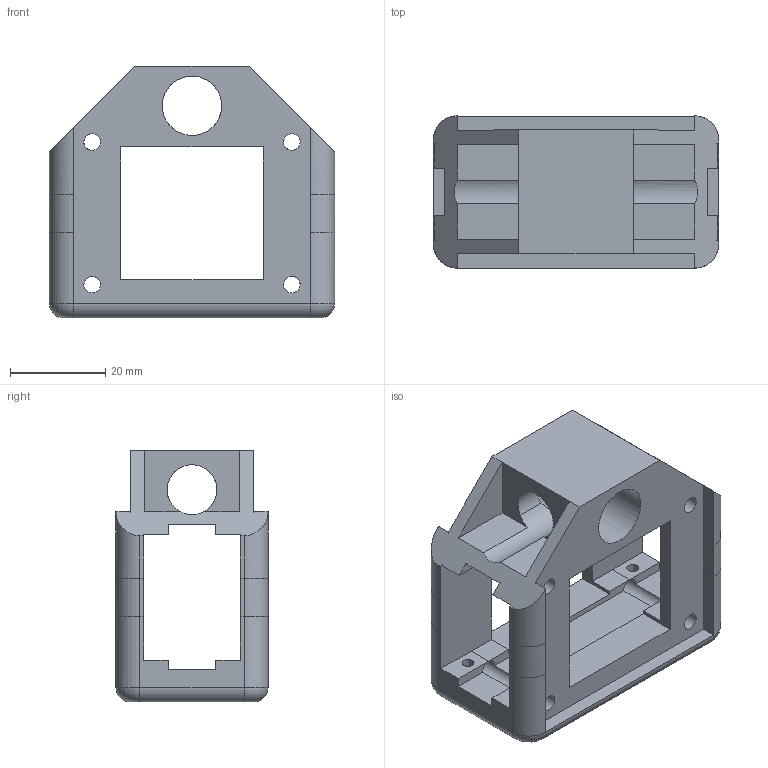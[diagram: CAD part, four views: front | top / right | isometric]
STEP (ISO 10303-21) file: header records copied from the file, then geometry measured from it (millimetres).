
FILE_DESCRIPTION(('CATIA V6 STEP','CAx-IF Rec.Pracs.--- Model Styling and Organization---1.2---2011-12-15'),'2;1');
FILE_NAME('Support-inf.stp','2020-08-02T16:11:47+00:00',('NewPDM'),('Renault'),'CATIA Unofficial Packaging Version','DASSAULT SYSTEMES CATIA V6 STEP AP214','none');
FILE_SCHEMA(('AUTOMOTIVE_DESIGN { 1 0 10303 214 1 1 1 1 }'));
Length unit declared in the file: millimetre
Products named in the file (1): OCIM07AJPR
Bounding box: 60 x 32 x 53 mm (x, y, z)
Volume: 27496.3 mm3; surface area: 16756.1 mm2
Topology: 1 solids, 1 shells, 138 faces, 428 edges, 276 vertices
Faces by surface type: plane 88, cylinder 46, torus 4
Entity records: 4671 total; most frequent: CARTESIAN_POINT 1106, ORIENTED_EDGE 856, DIRECTION 545, EDGE_CURVE 428, VECTOR 297, LINE 297, VERTEX_POINT 276, AXIS2_PLACEMENT_3D 175
